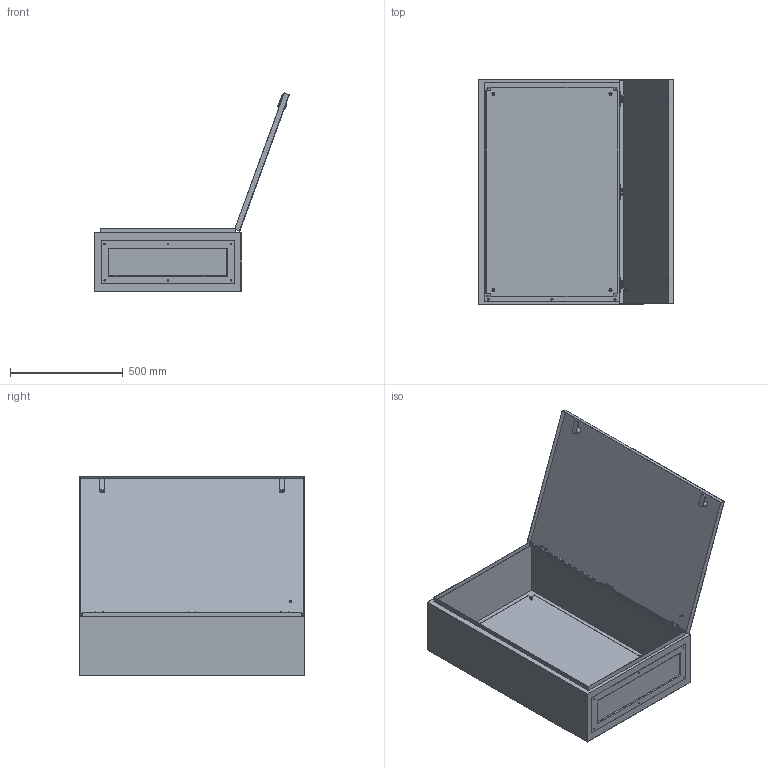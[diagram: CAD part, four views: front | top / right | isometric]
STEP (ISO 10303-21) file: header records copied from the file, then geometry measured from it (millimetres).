
FILE_DESCRIPTION (( 'STEP AP214' ), '1' );
FILE_NAME ('SHMP GEN IP54.SLDASM5.STEP', '2021-03-19T07:23:18', ( '' ), ( '' ), 'SwSTEP 2.0', 'SolidWorks 2017', '' );
FILE_SCHEMA (( 'AUTOMOTIVE_DESIGN' ));
Length unit declared in the file: millimetre
Products named in the file (7): Kryshka_1; Mont.Panel_5; Dver_5; Gaika_8; Gaika_6; Obolochka_SHMP_5; SHMP GEN IP54.SLDASM5
Assembly tree (14 placements, depth 2):
  SHMP GEN IP54.SLDASM5
    Obolochka_SHMP_5
    Mont.Panel_5
    Dver_5
    Kryshka_1
    Gaika_8  x4
    Gaika_6  x6
Bounding box: 863.85 x 1000 x 881.07 mm (x, y, z)
Volume: 3059230.1 mm3; surface area: 6049059.4 mm2
Topology: 23 solids, 23 shells, 402 faces, 965 edges, 634 vertices
Faces by surface type: plane 254, cylinder 120, cone 28
Entity records: 9888 total; most frequent: DIRECTION 1691, CARTESIAN_POINT 1618, ORIENTED_EDGE 1546, EDGE_CURVE 773, AXIS2_PLACEMENT_3D 579, LINE 533, VECTOR 533, VERTEX_POINT 506
